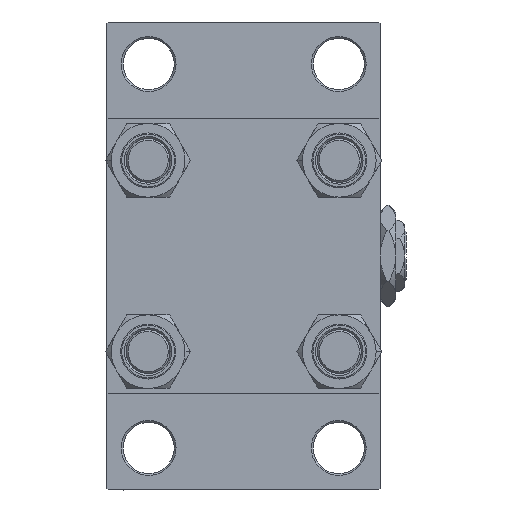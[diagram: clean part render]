
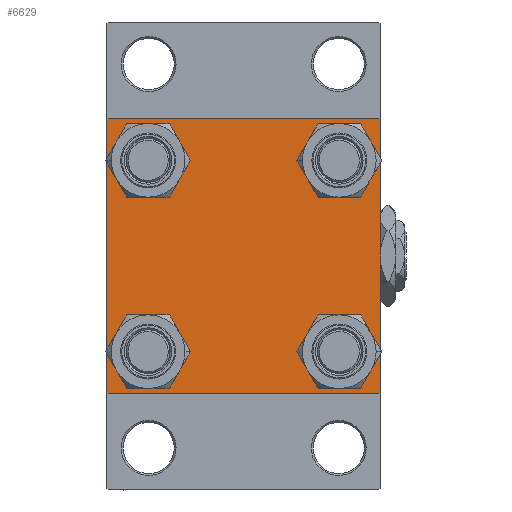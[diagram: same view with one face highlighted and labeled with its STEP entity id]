
A CAD part, left-side view. The second image highlights one B-rep face of the part: STEP entity #6629.
In plain terms, the highlighted planar face has unit normal (-1, 0, 0).
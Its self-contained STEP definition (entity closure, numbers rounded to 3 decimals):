
#152 = ORIENTED_EDGE ( 'NONE', *, *, #23002, .T. ) ;
#226 = VERTEX_POINT ( 'NONE', #26658 ) ;
#363 = DIRECTION ( 'NONE',  ( 1., 0., 0. ) ) ;
#510 = DIRECTION ( 'NONE',  ( -1., 0., 0. ) ) ;
#520 = VERTEX_POINT ( 'NONE', #49610 ) ;
#553 = DIRECTION ( 'NONE',  ( 0., 0., 1. ) ) ;
#960 = VECTOR ( 'NONE', #9516, 1000. ) ;
#1307 = CARTESIAN_POINT ( 'NONE',  ( 0., 26.15, -26.15 ) ) ;
#1520 = ORIENTED_EDGE ( 'NONE', *, *, #13895, .T. ) ;
#1633 = ORIENTED_EDGE ( 'NONE', *, *, #14164, .T. ) ;
#1800 = CARTESIAN_POINT ( 'NONE',  ( 0., 37.5, 37.5 ) ) ;
#2264 = VECTOR ( 'NONE', #5135, 1000. ) ;
#3397 = CARTESIAN_POINT ( 'NONE',  ( 0., -26.15, 26.15 ) ) ;
#3925 = EDGE_LOOP ( 'NONE', ( #33159, #152 ) ) ;
#4279 = CARTESIAN_POINT ( 'NONE',  ( 0., 0., 0. ) ) ;
#4322 = CARTESIAN_POINT ( 'NONE',  ( 0., -26.15, 26.15 ) ) ;
#4548 = ORIENTED_EDGE ( 'NONE', *, *, #20069, .F. ) ;
#5135 = DIRECTION ( 'NONE',  ( 0., -1., 0. ) ) ;
#5204 = VECTOR ( 'NONE', #26355, 1000. ) ;
#5759 = EDGE_CURVE ( 'NONE', #49946, #41403, #6218, .T. ) ;
#6218 = LINE ( 'NONE', #21632, #960 ) ;
#6332 = DIRECTION ( 'NONE',  ( 0., -1., 0. ) ) ;
#6441 = EDGE_CURVE ( 'NONE', #33812, #21533, #42129, .T. ) ;
#6584 = ORIENTED_EDGE ( 'NONE', *, *, #10974, .T. ) ;
#6629 = ADVANCED_FACE ( 'NONE', ( #42675, #30328, #49537, #8070, #23487 ), #14933, .T. ) ;
#6805 = ORIENTED_EDGE ( 'NONE', *, *, #10360, .T. ) ;
#6836 = AXIS2_PLACEMENT_3D ( 'NONE', #3397, #363, #15028 ) ;
#7002 = DIRECTION ( 'NONE',  ( 0., 0., 1. ) ) ;
#7050 = DIRECTION ( 'NONE',  ( 0., -0.707, 0.707 ) ) ;
#7092 = CARTESIAN_POINT ( 'NONE',  ( 0., 37.5, 37. ) ) ;
#7260 = LINE ( 'NONE', #38325, #18811 ) ;
#8039 = ORIENTED_EDGE ( 'NONE', *, *, #8659, .F. ) ;
#8070 = FACE_BOUND ( 'NONE', #40083, .T. ) ;
#8405 = CARTESIAN_POINT ( 'NONE',  ( 0., 26.15, 26.15 ) ) ;
#8659 = EDGE_CURVE ( 'NONE', #49946, #12624, #13928, .T. ) ;
#8712 = DIRECTION ( 'NONE',  ( 0., 0., -1. ) ) ;
#9190 = EDGE_CURVE ( 'NONE', #21533, #33812, #44392, .T. ) ;
#9256 = CIRCLE ( 'NONE', #6836, 6.5 ) ;
#9516 = DIRECTION ( 'NONE',  ( 0., 0.707, -0.707 ) ) ;
#9868 = VERTEX_POINT ( 'NONE', #11309 ) ;
#10360 = EDGE_CURVE ( 'NONE', #17686, #26635, #23431, .T. ) ;
#10451 = LINE ( 'NONE', #29892, #5204 ) ;
#10974 = EDGE_CURVE ( 'NONE', #34515, #40671, #35570, .T. ) ;
#11309 = CARTESIAN_POINT ( 'NONE',  ( 0., -37.5, -37. ) ) ;
#11612 = VECTOR ( 'NONE', #31992, 1000. ) ;
#11785 = EDGE_LOOP ( 'NONE', ( #1520, #13779, #44398, #44687, #4548, #13656, #8039, #18371 ) ) ;
#12624 = VERTEX_POINT ( 'NONE', #48432 ) ;
#12987 = DIRECTION ( 'NONE',  ( 0., 0., 1. ) ) ;
#13035 = CARTESIAN_POINT ( 'NONE',  ( 0., 37.25, -37.25 ) ) ;
#13074 = VECTOR ( 'NONE', #8712, 1000. ) ;
#13656 = ORIENTED_EDGE ( 'NONE', *, *, #16432, .T. ) ;
#13779 = ORIENTED_EDGE ( 'NONE', *, *, #49177, .T. ) ;
#13895 = EDGE_CURVE ( 'NONE', #41403, #22392, #40025, .T. ) ;
#13928 = LINE ( 'NONE', #1800, #28496 ) ;
#14164 = EDGE_CURVE ( 'NONE', #26635, #17686, #26030, .T. ) ;
#14352 = CARTESIAN_POINT ( 'NONE',  ( 0., 26.15, 26.15 ) ) ;
#14475 = CARTESIAN_POINT ( 'NONE',  ( 0., 26.15, 19.65 ) ) ;
#14933 = PLANE ( 'NONE',  #29241 ) ;
#15028 = DIRECTION ( 'NONE',  ( 0., 0., 1. ) ) ;
#15693 = CARTESIAN_POINT ( 'NONE',  ( 0., -37., -37.5 ) ) ;
#15797 = CARTESIAN_POINT ( 'NONE',  ( 0., 26.15, 32.65 ) ) ;
#16432 = EDGE_CURVE ( 'NONE', #226, #12624, #7260, .T. ) ;
#16666 = CARTESIAN_POINT ( 'NONE',  ( 0., 26.15, -19.65 ) ) ;
#17115 = AXIS2_PLACEMENT_3D ( 'NONE', #48056, #28837, #44247 ) ;
#17632 = EDGE_CURVE ( 'NONE', #40671, #34515, #45504, .T. ) ;
#17686 = VERTEX_POINT ( 'NONE', #15797 ) ;
#18152 = CARTESIAN_POINT ( 'NONE',  ( 0., -26.15, -32.65 ) ) ;
#18371 = ORIENTED_EDGE ( 'NONE', *, *, #5759, .T. ) ;
#18811 = VECTOR ( 'NONE', #22668, 1000. ) ;
#19733 = DIRECTION ( 'NONE',  ( 1., 0., 0. ) ) ;
#20069 = EDGE_CURVE ( 'NONE', #226, #9868, #10451, .T. ) ;
#20317 = DIRECTION ( 'NONE',  ( 1., 0., 0. ) ) ;
#21533 = VERTEX_POINT ( 'NONE', #24244 ) ;
#21632 = CARTESIAN_POINT ( 'NONE',  ( 0., 37.25, 37.25 ) ) ;
#21820 = AXIS2_PLACEMENT_3D ( 'NONE', #28393, #20317, #12987 ) ;
#22392 = VERTEX_POINT ( 'NONE', #31913 ) ;
#22467 = VECTOR ( 'NONE', #7050, 1000. ) ;
#22625 = AXIS2_PLACEMENT_3D ( 'NONE', #14352, #25962, #7002 ) ;
#22668 = DIRECTION ( 'NONE',  ( 0., 0.707, 0.707 ) ) ;
#22704 = CARTESIAN_POINT ( 'NONE',  ( 0., -37.25, -37.25 ) ) ;
#22716 = ORIENTED_EDGE ( 'NONE', *, *, #9190, .T. ) ;
#23002 = EDGE_CURVE ( 'NONE', #520, #36005, #9256, .T. ) ;
#23368 = AXIS2_PLACEMENT_3D ( 'NONE', #4322, #19733, #553 ) ;
#23431 = CIRCLE ( 'NONE', #22625, 6.5 ) ;
#23487 = FACE_OUTER_BOUND ( 'NONE', #11785, .T. ) ;
#24035 = DIRECTION ( 'NONE',  ( 0., 0., 1. ) ) ;
#24112 = CARTESIAN_POINT ( 'NONE',  ( 0., 26.15, -26.15 ) ) ;
#24216 = CARTESIAN_POINT ( 'NONE',  ( 0., 26.15, -32.65 ) ) ;
#24244 = CARTESIAN_POINT ( 'NONE',  ( 0., -26.15, -19.65 ) ) ;
#24334 = CARTESIAN_POINT ( 'NONE',  ( 0., 37.5, -37.5 ) ) ;
#25621 = CARTESIAN_POINT ( 'NONE',  ( 0., 37., 37.5 ) ) ;
#25962 = DIRECTION ( 'NONE',  ( 1., 0., 0. ) ) ;
#26030 = CIRCLE ( 'NONE', #48636, 6.5 ) ;
#26355 = DIRECTION ( 'NONE',  ( 0., 0., -1. ) ) ;
#26540 = DIRECTION ( 'NONE',  ( 0., 0., 1. ) ) ;
#26635 = VERTEX_POINT ( 'NONE', #14475 ) ;
#26658 = CARTESIAN_POINT ( 'NONE',  ( 0., -37.5, 37. ) ) ;
#26931 = EDGE_LOOP ( 'NONE', ( #28755, #6584 ) ) ;
#27404 = DIRECTION ( 'NONE',  ( 0., 0., 1. ) ) ;
#27832 = DIRECTION ( 'NONE',  ( 1., 0., 0. ) ) ;
#27913 = CARTESIAN_POINT ( 'NONE',  ( 0., 37.5, 37.5 ) ) ;
#28393 = CARTESIAN_POINT ( 'NONE',  ( 0., -26.15, -26.15 ) ) ;
#28496 = VECTOR ( 'NONE', #6332, 1000. ) ;
#28755 = ORIENTED_EDGE ( 'NONE', *, *, #17632, .T. ) ;
#28837 = DIRECTION ( 'NONE',  ( 1., 0., 0. ) ) ;
#29241 = AXIS2_PLACEMENT_3D ( 'NONE', #4279, #510, #26540 ) ;
#29892 = CARTESIAN_POINT ( 'NONE',  ( 0., -37.5, 37.5 ) ) ;
#30328 = FACE_BOUND ( 'NONE', #42031, .T. ) ;
#31149 = DIRECTION ( 'NONE',  ( 1., 0., 0. ) ) ;
#31650 = VERTEX_POINT ( 'NONE', #15693 ) ;
#31851 = EDGE_CURVE ( 'NONE', #31650, #9868, #33598, .T. ) ;
#31913 = CARTESIAN_POINT ( 'NONE',  ( 0., 37.5, -37. ) ) ;
#31992 = DIRECTION ( 'NONE',  ( 0., -0.707, -0.707 ) ) ;
#33159 = ORIENTED_EDGE ( 'NONE', *, *, #36472, .T. ) ;
#33203 = EDGE_CURVE ( 'NONE', #43005, #31650, #43535, .T. ) ;
#33598 = LINE ( 'NONE', #22704, #22467 ) ;
#33812 = VERTEX_POINT ( 'NONE', #18152 ) ;
#34515 = VERTEX_POINT ( 'NONE', #24216 ) ;
#35570 = CIRCLE ( 'NONE', #48516, 6.5 ) ;
#36005 = VERTEX_POINT ( 'NONE', #38488 ) ;
#36124 = ORIENTED_EDGE ( 'NONE', *, *, #6441, .T. ) ;
#36472 = EDGE_CURVE ( 'NONE', #36005, #520, #41148, .T. ) ;
#38325 = CARTESIAN_POINT ( 'NONE',  ( 0., -37.25, 37.25 ) ) ;
#38488 = CARTESIAN_POINT ( 'NONE',  ( 0., -26.15, 32.65 ) ) ;
#39018 = DIRECTION ( 'NONE',  ( 1., 0., 0. ) ) ;
#40025 = LINE ( 'NONE', #27913, #13074 ) ;
#40082 = CARTESIAN_POINT ( 'NONE',  ( 0., 37., -37.5 ) ) ;
#40083 = EDGE_LOOP ( 'NONE', ( #6805, #1633 ) ) ;
#40671 = VERTEX_POINT ( 'NONE', #16666 ) ;
#41148 = CIRCLE ( 'NONE', #23368, 6.5 ) ;
#41403 = VERTEX_POINT ( 'NONE', #7092 ) ;
#41455 = AXIS2_PLACEMENT_3D ( 'NONE', #24112, #39018, #27404 ) ;
#42031 = EDGE_LOOP ( 'NONE', ( #22716, #36124 ) ) ;
#42129 = CIRCLE ( 'NONE', #17115, 6.5 ) ;
#42675 = FACE_BOUND ( 'NONE', #3925, .T. ) ;
#43005 = VERTEX_POINT ( 'NONE', #40082 ) ;
#43535 = LINE ( 'NONE', #24334, #2264 ) ;
#44247 = DIRECTION ( 'NONE',  ( 0., 0., 1. ) ) ;
#44392 = CIRCLE ( 'NONE', #21820, 6.5 ) ;
#44398 = ORIENTED_EDGE ( 'NONE', *, *, #33203, .T. ) ;
#44687 = ORIENTED_EDGE ( 'NONE', *, *, #31851, .T. ) ;
#45504 = CIRCLE ( 'NONE', #41455, 6.5 ) ;
#46405 = LINE ( 'NONE', #13035, #11612 ) ;
#48056 = CARTESIAN_POINT ( 'NONE',  ( 0., -26.15, -26.15 ) ) ;
#48432 = CARTESIAN_POINT ( 'NONE',  ( 0., -37., 37.5 ) ) ;
#48516 = AXIS2_PLACEMENT_3D ( 'NONE', #1307, #27832, #24035 ) ;
#48636 = AXIS2_PLACEMENT_3D ( 'NONE', #8405, #31149, #49855 ) ;
#49177 = EDGE_CURVE ( 'NONE', #22392, #43005, #46405, .T. ) ;
#49537 = FACE_BOUND ( 'NONE', #26931, .T. ) ;
#49610 = CARTESIAN_POINT ( 'NONE',  ( 0., -26.15, 19.65 ) ) ;
#49855 = DIRECTION ( 'NONE',  ( 0., 0., 1. ) ) ;
#49946 = VERTEX_POINT ( 'NONE', #25621 ) ;
